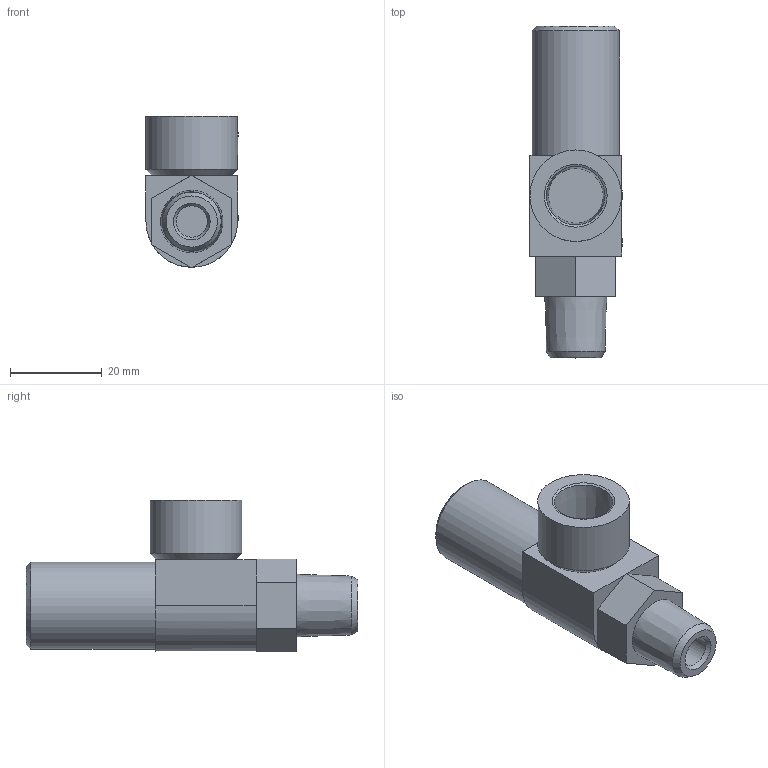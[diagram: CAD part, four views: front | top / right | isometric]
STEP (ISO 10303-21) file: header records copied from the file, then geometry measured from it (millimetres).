
FILE_DESCRIPTION(/* description */ ('STEP AP214'),/* implementation_level */ '2;1');
FILE_NAME(/* name */ '34878_HGL-1_4-NPT',/* time_stamp */ '2024-08-29T05:44:55+02:00',/* author */ ('License CC BY-ND 4.0'),/* organization */ ('CADENAS'),/* preprocessor_version */ 'ST-DEVELOPER v19.3',/* originating_system */ 'PARTsolutions',/* authorisation */ ' ');
FILE_SCHEMA (('AUTOMOTIVE_DESIGN {1 0 10303 214 3 1 1}'));
Length unit declared in the file: millimetre
Products named in the file (1): 34878 HGL-1/4-NPT
Bounding box: 20.1 x 72.5 x 33.1 mm (x, y, z)
Volume: 21368.7 mm3; surface area: 6906 mm2
Topology: 1 solids, 1 shells, 82 faces, 197 edges, 127 vertices
Faces by surface type: plane 65, cone 9, cylinder 8
Full cylindrical faces by diameter (mm): 6.858 x1, 19 x1, 20 x1
Entity records: 2336 total; most frequent: CARTESIAN_POINT 405, DIRECTION 398, ORIENTED_EDGE 368, EDGE_CURVE 184, AXIS2_PLACEMENT_3D 133, LINE 132, VECTOR 132, VERTEX_POINT 126
